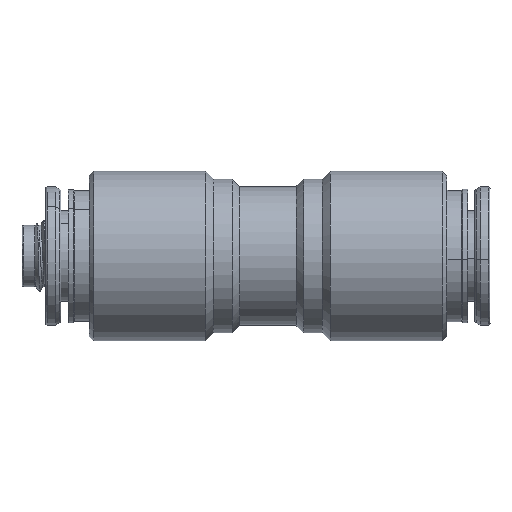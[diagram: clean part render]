
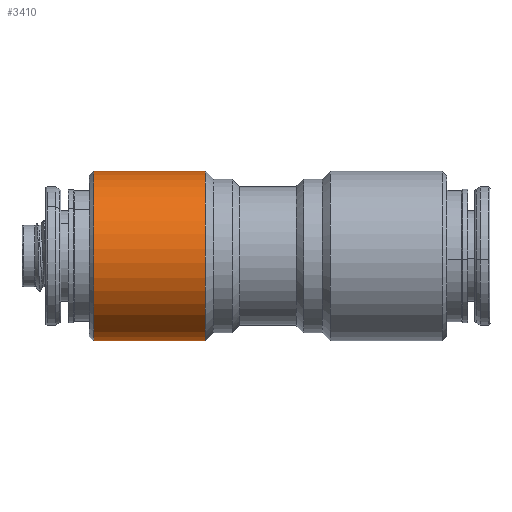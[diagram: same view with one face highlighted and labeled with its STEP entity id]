
A CAD part, front view. The second image highlights one B-rep face of the part: STEP entity #3410.
In plain terms, the highlighted cylindrical face has radius 9.5 mm (diameter 19 mm), a partial arc.
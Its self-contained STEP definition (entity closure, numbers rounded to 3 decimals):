
#67 = B_SPLINE_CURVE_WITH_KNOTS ( 'NONE', 3,
 ( #9999, #5740, #174, #12328, #7937, #14441, #5459, #4561, #8897, #13337 ),
 .UNSPECIFIED., .F., .F.,
 ( 4, 2, 2, 2, 4 ),
 ( 0.002, 0.003, 0.003, 0.004, 0.005 ),
 .UNSPECIFIED. ) ;
#101 = EDGE_CURVE ( 'NONE', #13743, #4409, #3233, .T. ) ;
#174 = CARTESIAN_POINT ( 'NONE',  ( -19.282, 6.127, 7.263 ) ) ;
#179 = DIRECTION ( 'NONE',  ( 1., 0., 0. ) ) ;
#727 = CARTESIAN_POINT ( 'NONE',  ( -19.28, 6.125, -7.264 ) ) ;
#1282 = CARTESIAN_POINT ( 'NONE',  ( -7., 5.123, 8. ) ) ;
#1437 = LINE ( 'NONE', #2445, #8297 ) ;
#1737 = VERTEX_POINT ( 'NONE', #5711 ) ;
#1832 = FACE_OUTER_BOUND ( 'NONE', #1923, .T. ) ;
#1923 = EDGE_LOOP ( 'NONE', ( #10237, #3088, #9160, #6955, #7669, #10950 ) ) ;
#2319 = EDGE_CURVE ( 'NONE', #2387, #6520, #1437, .T. ) ;
#2369 = DIRECTION ( 'NONE',  ( 0., 0., 1. ) ) ;
#2387 = VERTEX_POINT ( 'NONE', #3686 ) ;
#2445 = CARTESIAN_POINT ( 'NONE',  ( -20., 5.123, -8. ) ) ;
#3088 = ORIENTED_EDGE ( 'NONE', *, *, #5479, .T. ) ;
#3183 = VECTOR ( 'NONE', #12376, 1000. ) ;
#3233 = LINE ( 'NONE', #13181, #3183 ) ;
#3410 = ADVANCED_FACE ( 'NONE', ( #1832 ), #5063, .T. ) ;
#3686 = CARTESIAN_POINT ( 'NONE',  ( -7., 5.123, -8. ) ) ;
#3737 = CIRCLE ( 'NONE', #12164, 9.5 ) ;
#3853 = EDGE_CURVE ( 'NONE', #6520, #1737, #10045, .T. ) ;
#4081 = CARTESIAN_POINT ( 'NONE',  ( -17.615, 5.123, -8. ) ) ;
#4227 = CARTESIAN_POINT ( 'NONE',  ( -18.542, 5.454, -7.78 ) ) ;
#4409 = VERTEX_POINT ( 'NONE', #1282 ) ;
#4457 = EDGE_CURVE ( 'NONE', #14064, #13743, #67, .T. ) ;
#4561 = CARTESIAN_POINT ( 'NONE',  ( -17.952, 5.174, 7.968 ) ) ;
#5063 = CYLINDRICAL_SURFACE ( 'NONE', #9398, 9.5 ) ;
#5256 = CARTESIAN_POINT ( 'NONE',  ( -19.5, 6.423, -7. ) ) ;
#5330 = CARTESIAN_POINT ( 'NONE',  ( -17.946, 5.182, -7.962 ) ) ;
#5350 = DIRECTION ( 'NONE',  ( 0., 0., -1. ) ) ;
#5398 = CARTESIAN_POINT ( 'NONE',  ( -18.358, 5.34, -7.858 ) ) ;
#5459 = CARTESIAN_POINT ( 'NONE',  ( -18.36, 5.341, 7.857 ) ) ;
#5479 = EDGE_CURVE ( 'NONE', #14064, #1737, #3737, .T. ) ;
#5574 = CARTESIAN_POINT ( 'NONE',  ( -7., 0., 0. ) ) ;
#5711 = CARTESIAN_POINT ( 'NONE',  ( -19.5, 6.423, -7. ) ) ;
#5740 = CARTESIAN_POINT ( 'NONE',  ( -19.398, 6.275, 7.135 ) ) ;
#5754 = CARTESIAN_POINT ( 'NONE',  ( -17.5, 5.123, 8. ) ) ;
#6080 = EDGE_CURVE ( 'NONE', #2387, #4409, #8213, .T. ) ;
#6348 = CARTESIAN_POINT ( 'NONE',  ( -18.871, 5.704, -7.599 ) ) ;
#6520 = VERTEX_POINT ( 'NONE', #7809 ) ;
#6955 = ORIENTED_EDGE ( 'NONE', *, *, #2319, .F. ) ;
#6999 = DIRECTION ( 'NONE',  ( -1., 0., 0. ) ) ;
#7458 = CARTESIAN_POINT ( 'NONE',  ( -19.017, 5.84, -7.495 ) ) ;
#7669 = ORIENTED_EDGE ( 'NONE', *, *, #6080, .T. ) ;
#7809 = CARTESIAN_POINT ( 'NONE',  ( -17.5, 5.123, -8. ) ) ;
#7937 = CARTESIAN_POINT ( 'NONE',  ( -18.873, 5.705, 7.598 ) ) ;
#8213 = CIRCLE ( 'NONE', #13329, 9.5 ) ;
#8297 = VECTOR ( 'NONE', #6999, 1000. ) ;
#8766 = CARTESIAN_POINT ( 'NONE',  ( -17.5, 5.123, -8. ) ) ;
#8897 = CARTESIAN_POINT ( 'NONE',  ( -17.729, 5.123, 8. ) ) ;
#9100 = CARTESIAN_POINT ( 'NONE',  ( -19.5, 6.423, 7. ) ) ;
#9106 = CARTESIAN_POINT ( 'NONE',  ( -19.5, 0., 0. ) ) ;
#9160 = ORIENTED_EDGE ( 'NONE', *, *, #3853, .F. ) ;
#9398 = AXIS2_PLACEMENT_3D ( 'NONE', #9535, #13742, #13896 ) ;
#9535 = CARTESIAN_POINT ( 'NONE',  ( -20., 0., 0. ) ) ;
#9821 = DIRECTION ( 'NONE',  ( -1., 0., 0. ) ) ;
#9999 = CARTESIAN_POINT ( 'NONE',  ( -19.5, 6.423, 7. ) ) ;
#10045 = B_SPLINE_CURVE_WITH_KNOTS ( 'NONE', 3,
 ( #8766, #4081, #12130, #5330, #11051, #5398, #4227, #6348, #7458, #727, #14311, #5256 ),
 .UNSPECIFIED., .F., .F.,
 ( 4, 2, 2, 2, 2, 4 ),
 ( 0., 0., 0.001, 0.001, 0.002, 0.003 ),
 .UNSPECIFIED. ) ;
#10237 = ORIENTED_EDGE ( 'NONE', *, *, #4457, .F. ) ;
#10950 = ORIENTED_EDGE ( 'NONE', *, *, #101, .F. ) ;
#11051 = CARTESIAN_POINT ( 'NONE',  ( -18.054, 5.216, -7.94 ) ) ;
#12130 = CARTESIAN_POINT ( 'NONE',  ( -17.727, 5.136, -7.992 ) ) ;
#12164 = AXIS2_PLACEMENT_3D ( 'NONE', #9106, #179, #2369 ) ;
#12328 = CARTESIAN_POINT ( 'NONE',  ( -19.018, 5.842, 7.494 ) ) ;
#12376 = DIRECTION ( 'NONE',  ( 1., 0., 0. ) ) ;
#13181 = CARTESIAN_POINT ( 'NONE',  ( -20., 5.123, 8. ) ) ;
#13329 = AXIS2_PLACEMENT_3D ( 'NONE', #5574, #9821, #5350 ) ;
#13337 = CARTESIAN_POINT ( 'NONE',  ( -17.5, 5.123, 8. ) ) ;
#13742 = DIRECTION ( 'NONE',  ( -1., 0., 0. ) ) ;
#13743 = VERTEX_POINT ( 'NONE', #5754 ) ;
#13896 = DIRECTION ( 'NONE',  ( 0., 0., 1. ) ) ;
#14064 = VERTEX_POINT ( 'NONE', #9100 ) ;
#14311 = CARTESIAN_POINT ( 'NONE',  ( -19.397, 6.273, -7.137 ) ) ;
#14441 = CARTESIAN_POINT ( 'NONE',  ( -18.543, 5.454, 7.78 ) ) ;
